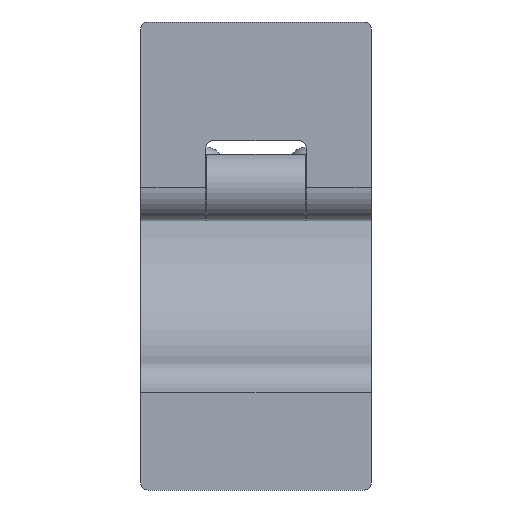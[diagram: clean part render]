
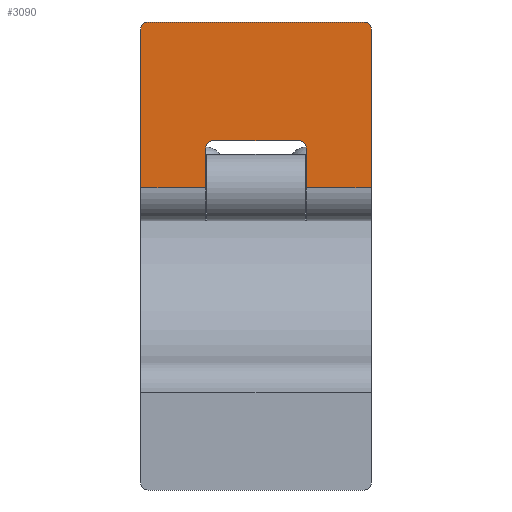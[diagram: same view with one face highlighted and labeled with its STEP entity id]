
A CAD part, front view. The second image highlights one B-rep face of the part: STEP entity #3090.
In plain terms, the highlighted planar face has unit normal (0, -1, 0).
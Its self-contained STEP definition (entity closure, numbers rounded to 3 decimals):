
#495 = LINE ( 'NONE', #496, #1325 ) ;
#496 = CARTESIAN_POINT ( 'NONE',  ( 16., -4.6, 0. ) ) ;
#497 = DIRECTION ( 'NONE',  ( -1., 0., 0. ) ) ;
#513 = LINE ( 'NONE', #514, #1322 ) ;
#514 = CARTESIAN_POINT ( 'NONE',  ( 16., -4.6, 0. ) ) ;
#515 = DIRECTION ( 'NONE',  ( 0., 0., -1. ) ) ;
#525 = LINE ( 'NONE', #526, #1317 ) ;
#526 = CARTESIAN_POINT ( 'NONE',  ( -16., -4.6, 0. ) ) ;
#527 = DIRECTION ( 'NONE',  ( 0., 0., -1. ) ) ;
#1095 = LINE ( 'NONE', #1096, #2853 ) ;
#1096 = CARTESIAN_POINT ( 'NONE',  ( 16., -4.6, 0. ) ) ;
#1097 = DIRECTION ( 'NONE',  ( -1., 0., 0. ) ) ;
#1122 = CARTESIAN_POINT ( 'NONE',  ( -15., -4.6, 22. ) ) ;
#1129 = LINE ( 'NONE', #1130, #2864 ) ;
#1130 = CARTESIAN_POINT ( 'NONE',  ( 16., -4.6, 23. ) ) ;
#1131 = DIRECTION ( 'NONE',  ( -1., 0., 0. ) ) ;
#1135 = DIRECTION ( 'NONE',  ( 0., -1., 0. ) ) ;
#1136 = DIRECTION ( 'NONE',  ( 0., 0., 1. ) ) ;
#1137 = CARTESIAN_POINT ( 'NONE',  ( -6., -4.6, 5.5 ) ) ;
#1138 = LINE ( 'NONE', #1139, #2868 ) ;
#1139 = CARTESIAN_POINT ( 'NONE',  ( -7., -4.6, -4.6 ) ) ;
#1140 = DIRECTION ( 'NONE',  ( 0., 0., -1. ) ) ;
#1141 = DIRECTION ( 'NONE',  ( 0., 1., 0. ) ) ;
#1142 = DIRECTION ( 'NONE',  ( 0., 0., 1. ) ) ;
#1143 = CARTESIAN_POINT ( 'NONE',  ( 6., -4.6, 5.5 ) ) ;
#1144 = LINE ( 'NONE', #1145, #2870 ) ;
#1145 = CARTESIAN_POINT ( 'NONE',  ( -7., -4.6, 6.5 ) ) ;
#1146 = DIRECTION ( 'NONE',  ( -1., 0., 0. ) ) ;
#1147 = DIRECTION ( 'NONE',  ( 0., 1., 0. ) ) ;
#1148 = DIRECTION ( 'NONE',  ( 0., 0., 1. ) ) ;
#1206 = EDGE_CURVE ( 'NONE', #3150, #3151, #495, .T. ) ;
#1212 = EDGE_CURVE ( 'NONE', #3153, #3154, #513, .T. ) ;
#1216 = EDGE_CURVE ( 'NONE', #3155, #3151, #525, .T. ) ;
#1317 = VECTOR ( 'NONE', #527, 1000. ) ;
#1322 = VECTOR ( 'NONE', #515, 1000. ) ;
#1325 = VECTOR ( 'NONE', #497, 1000. ) ;
#1633 = CIRCLE ( 'NONE', #2848, 1. ) ;
#1634 = CIRCLE ( 'NONE', #2867, 1. ) ;
#1635 = CIRCLE ( 'NONE', #2869, 1. ) ;
#1636 = CIRCLE ( 'NONE', #2871, 1. ) ;
#1925 = ORIENTED_EDGE ( 'NONE', *, *, #3060, .T. ) ;
#1926 = ORIENTED_EDGE ( 'NONE', *, *, #1216, .T. ) ;
#1927 = ORIENTED_EDGE ( 'NONE', *, *, #3062, .T. ) ;
#1928 = ORIENTED_EDGE ( 'NONE', *, *, #3063, .F. ) ;
#1929 = ORIENTED_EDGE ( 'NONE', *, *, #1206, .F. ) ;
#1930 = ORIENTED_EDGE ( 'NONE', *, *, #3065, .F. ) ;
#1931 = ORIENTED_EDGE ( 'NONE', *, *, #3064, .T. ) ;
#1932 = ORIENTED_EDGE ( 'NONE', *, *, #3066, .T. ) ;
#1933 = ORIENTED_EDGE ( 'NONE', *, *, #3067, .F. ) ;
#1934 = ORIENTED_EDGE ( 'NONE', *, *, #3049, .F. ) ;
#1935 = ORIENTED_EDGE ( 'NONE', *, *, #3068, .T. ) ;
#1936 = ORIENTED_EDGE ( 'NONE', *, *, #1212, .F. ) ;
#2245 = CARTESIAN_POINT ( 'NONE',  ( 15., -4.6, 22. ) ) ;
#2246 = LINE ( 'NONE', #2247, #2872 ) ;
#2247 = CARTESIAN_POINT ( 'NONE',  ( 7., -4.6, -4.6 ) ) ;
#2248 = DIRECTION ( 'NONE',  ( 0., 0., 1. ) ) ;
#2249 = DIRECTION ( 'NONE',  ( 0., -1., 0. ) ) ;
#2250 = DIRECTION ( 'NONE',  ( 0., 0., 1. ) ) ;
#2320 = PLANE ( 'NONE',  #2978 ) ;
#2321 = CARTESIAN_POINT ( 'NONE',  ( 16., -4.6, 0. ) ) ;
#2322 = DIRECTION ( 'NONE',  ( 0., 1., 0. ) ) ;
#2323 = DIRECTION ( 'NONE',  ( 0., 0., 1. ) ) ;
#2349 = CARTESIAN_POINT ( 'NONE',  ( -15., -4.6, 23. ) ) ;
#2354 = CARTESIAN_POINT ( 'NONE',  ( 6., -4.6, 6.5 ) ) ;
#2355 = CARTESIAN_POINT ( 'NONE',  ( 7., -4.6, 5.5 ) ) ;
#2356 = CARTESIAN_POINT ( 'NONE',  ( -6., -4.6, 6.5 ) ) ;
#2377 = CARTESIAN_POINT ( 'NONE',  ( -7., -4.6, 0. ) ) ;
#2378 = CARTESIAN_POINT ( 'NONE',  ( -16., -4.6, 0. ) ) ;
#2380 = CARTESIAN_POINT ( 'NONE',  ( 16., -4.6, 22. ) ) ;
#2381 = CARTESIAN_POINT ( 'NONE',  ( 16., -4.6, 0. ) ) ;
#2382 = CARTESIAN_POINT ( 'NONE',  ( -16., -4.6, 22. ) ) ;
#2384 = CARTESIAN_POINT ( 'NONE',  ( 7., -4.6, 0. ) ) ;
#2386 = CARTESIAN_POINT ( 'NONE',  ( 15., -4.6, 23. ) ) ;
#2387 = CARTESIAN_POINT ( 'NONE',  ( -7., -4.6, 5.5 ) ) ;
#2848 = AXIS2_PLACEMENT_3D ( 'NONE', #1122, #1135, #1136 ) ;
#2853 = VECTOR ( 'NONE', #1097, 1000. ) ;
#2864 = VECTOR ( 'NONE', #1131, 1000. ) ;
#2867 = AXIS2_PLACEMENT_3D ( 'NONE', #1137, #1141, #1142 ) ;
#2868 = VECTOR ( 'NONE', #1140, 1000. ) ;
#2869 = AXIS2_PLACEMENT_3D ( 'NONE', #1143, #1147, #1148 ) ;
#2870 = VECTOR ( 'NONE', #1146, 1000. ) ;
#2871 = AXIS2_PLACEMENT_3D ( 'NONE', #2245, #2249, #2250 ) ;
#2872 = VECTOR ( 'NONE', #2248, 1000. ) ;
#2973 = FACE_OUTER_BOUND ( 'NONE', #3178, .T. ) ;
#2978 = AXIS2_PLACEMENT_3D ( 'NONE', #2321, #2322, #2323 ) ;
#3049 = EDGE_CURVE ( 'NONE', #3154, #3157, #1095, .T. ) ;
#3060 = EDGE_CURVE ( 'NONE', #3159, #3122, #1129, .T. ) ;
#3062 = EDGE_CURVE ( 'NONE', #3122, #3155, #1633, .T. ) ;
#3063 = EDGE_CURVE ( 'NONE', #3160, #3150, #1138, .T. ) ;
#3064 = EDGE_CURVE ( 'NONE', #3160, #3129, #1634, .T. ) ;
#3065 = EDGE_CURVE ( 'NONE', #3127, #3129, #1144, .T. ) ;
#3066 = EDGE_CURVE ( 'NONE', #3127, #3128, #1635, .T. ) ;
#3067 = EDGE_CURVE ( 'NONE', #3157, #3128, #2246, .T. ) ;
#3068 = EDGE_CURVE ( 'NONE', #3153, #3159, #1636, .T. ) ;
#3090 = ADVANCED_FACE ( 'NONE', ( #2973 ), #2320, .F. ) ;
#3122 = VERTEX_POINT ( 'NONE', #2349 ) ;
#3127 = VERTEX_POINT ( 'NONE', #2354 ) ;
#3128 = VERTEX_POINT ( 'NONE', #2355 ) ;
#3129 = VERTEX_POINT ( 'NONE', #2356 ) ;
#3150 = VERTEX_POINT ( 'NONE', #2377 ) ;
#3151 = VERTEX_POINT ( 'NONE', #2378 ) ;
#3153 = VERTEX_POINT ( 'NONE', #2380 ) ;
#3154 = VERTEX_POINT ( 'NONE', #2381 ) ;
#3155 = VERTEX_POINT ( 'NONE', #2382 ) ;
#3157 = VERTEX_POINT ( 'NONE', #2384 ) ;
#3159 = VERTEX_POINT ( 'NONE', #2386 ) ;
#3160 = VERTEX_POINT ( 'NONE', #2387 ) ;
#3178 = EDGE_LOOP ( 'NONE', ( #1925, #1927, #1926, #1929, #1928, #1931, #1930, #1932, #1933, #1934, #1936, #1935 ) ) ;
